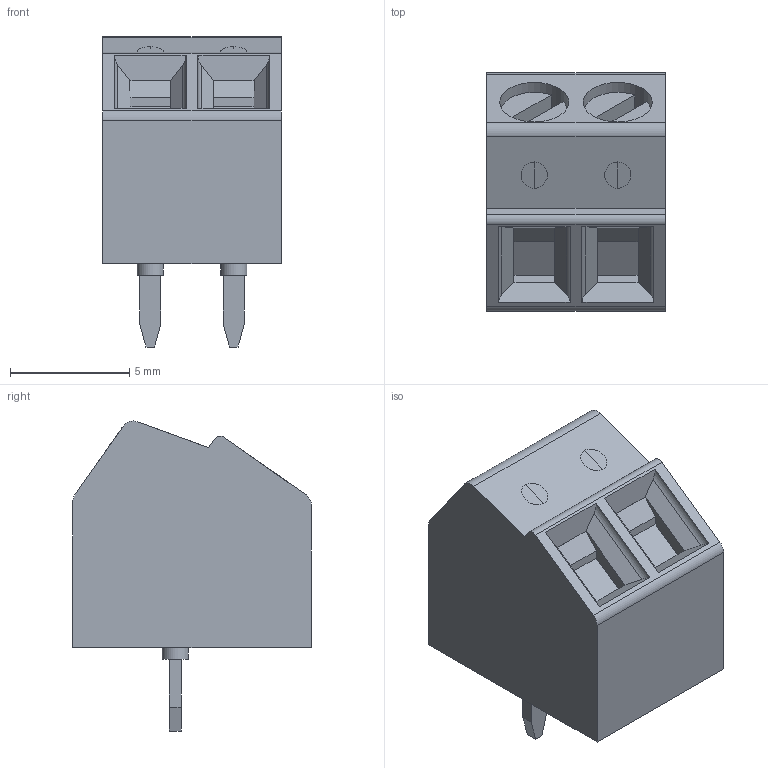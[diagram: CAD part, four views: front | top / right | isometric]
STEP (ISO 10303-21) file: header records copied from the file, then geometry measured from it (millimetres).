
FILE_DESCRIPTION(/* description */ (''),/* implementation_level */ '2;1');
FILE_NAME(/* name */ 'PHOENIX_1751099.stp',/* time_stamp */ '2015-03-31T13:18:52+02:00',/* author */ ('admchouv'),/* organization */ (''),/* preprocessor_version */ 'ST-DEVELOPER v15.5',/* originating_system */ 'AutoCAD Mechanical',/* authorisation */ '');
FILE_SCHEMA (('AUTOMOTIVE_DESIGN','AUTOMOTIVE_DESIGN { 1 0 10303 214 3 1 1 }'));
Length unit declared in the file: millimetre
Products named in the file (1): Product
Bounding box: 7.5 x 10 x 13 mm (x, y, z)
Volume: 587.9 mm3; surface area: 603.3 mm2
Topology: 9 solids, 9 shells, 95 faces, 209 edges, 138 vertices
Faces by surface type: plane 81, cylinder 14
Full cylindrical faces by diameter (mm): 1.1 x2, 2.8 x2, 2.9 x2
Entity records: 2572 total; most frequent: CARTESIAN_POINT 433, DIRECTION 431, ORIENTED_EDGE 402, EDGE_CURVE 201, LINE 163, VECTOR 163, VERTEX_POINT 136, AXIS2_PLACEMENT_3D 134
